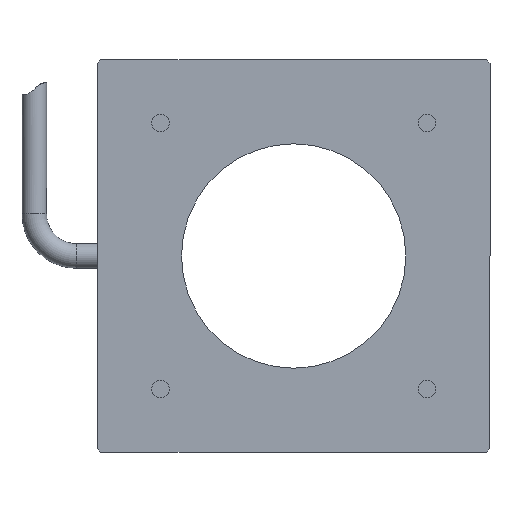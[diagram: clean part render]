
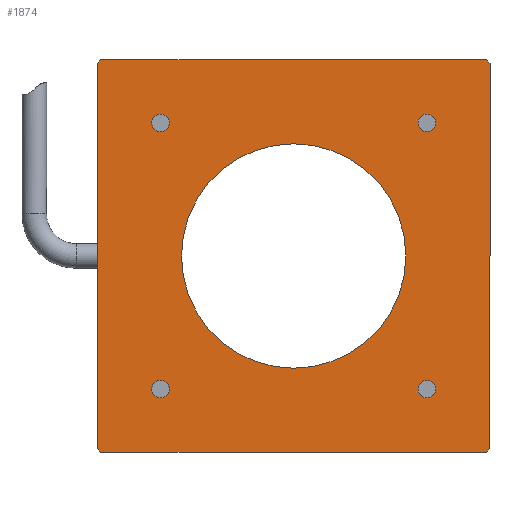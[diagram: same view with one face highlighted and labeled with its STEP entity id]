
A CAD part, front view. The second image highlights one B-rep face of the part: STEP entity #1874.
In plain terms, the highlighted planar face has unit normal (0, -1, 0).
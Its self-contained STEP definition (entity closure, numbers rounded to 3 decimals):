
#13 = CIRCLE ( 'NONE', #19, 1.25 ) ;
#19 = AXIS2_PLACEMENT_3D ( 'NONE', #80, #81, #82 ) ;
#80 = CARTESIAN_POINT ( 'NONE',  ( -19., 0., 19. ) ) ;
#81 = DIRECTION ( 'NONE',  ( 0., -1., 0. ) ) ;
#82 = DIRECTION ( 'NONE',  ( 0., 0., -1. ) ) ;
#148 = CARTESIAN_POINT ( 'NONE',  ( -28., 0., 27.5 ) ) ;
#169 = CARTESIAN_POINT ( 'NONE',  ( 28., 0., 27.5 ) ) ;
#178 = CARTESIAN_POINT ( 'NONE',  ( -27.5, 0., -28. ) ) ;
#203 = CARTESIAN_POINT ( 'NONE',  ( -27.5, 0., 28. ) ) ;
#216 = CARTESIAN_POINT ( 'NONE',  ( 27.5, 0., -28. ) ) ;
#242 = CARTESIAN_POINT ( 'NONE',  ( -28., 0., -27.5 ) ) ;
#254 = CARTESIAN_POINT ( 'NONE',  ( 27.5, 0., 28. ) ) ;
#257 = CARTESIAN_POINT ( 'NONE',  ( 28., 0., -27.5 ) ) ;
#276 = VERTEX_POINT ( 'NONE', #278 ) ;
#278 = CARTESIAN_POINT ( 'NONE',  ( 19., 0., -20.25 ) ) ;
#299 = VERTEX_POINT ( 'NONE', #302 ) ;
#301 = VERTEX_POINT ( 'NONE', #304 ) ;
#302 = CARTESIAN_POINT ( 'NONE',  ( 0., 0., 16. ) ) ;
#304 = CARTESIAN_POINT ( 'NONE',  ( 19., 0., 17.75 ) ) ;
#333 = VERTEX_POINT ( 'NONE', #336 ) ;
#336 = CARTESIAN_POINT ( 'NONE',  ( -19., 0., -20.25 ) ) ;
#365 = VERTEX_POINT ( 'NONE', #368 ) ;
#368 = CARTESIAN_POINT ( 'NONE',  ( -19., 0., 17.75 ) ) ;
#444 = DIRECTION ( 'NONE',  ( -0.707, 0., -0.707 ) ) ;
#513 = LINE ( 'NONE', #732, #1169 ) ;
#554 = DIRECTION ( 'NONE',  ( 0., 0., -1. ) ) ;
#606 = DIRECTION ( 'NONE',  ( 0., 0., 1. ) ) ;
#610 = LINE ( 'NONE', #646, #1340 ) ;
#615 = CARTESIAN_POINT ( 'NONE',  ( -27.5, 0., 28. ) ) ;
#618 = LINE ( 'NONE', #615, #1236 ) ;
#642 = DIRECTION ( 'NONE',  ( -0.707, 0., 0.707 ) ) ;
#645 = DIRECTION ( 'NONE',  ( 0., 0., 1. ) ) ;
#646 = CARTESIAN_POINT ( 'NONE',  ( 28., 0., -28. ) ) ;
#648 = DIRECTION ( 'NONE',  ( 0.707, 0., 0.707 ) ) ;
#659 = LINE ( 'NONE', #828, #1163 ) ;
#664 = CARTESIAN_POINT ( 'NONE',  ( 28., 0., 27.5 ) ) ;
#675 = LINE ( 'NONE', #764, #1428 ) ;
#680 = DIRECTION ( 'NONE',  ( -1., 0., 0. ) ) ;
#681 = DIRECTION ( 'NONE',  ( 0., 0., -1. ) ) ;
#683 = CARTESIAN_POINT ( 'NONE',  ( 0., 0., 0. ) ) ;
#700 = DIRECTION ( 'NONE',  ( 0., 1., 0. ) ) ;
#732 = CARTESIAN_POINT ( 'NONE',  ( -28., 0., -28. ) ) ;
#756 = LINE ( 'NONE', #1588, #1271 ) ;
#764 = CARTESIAN_POINT ( 'NONE',  ( 27.5, 0., -28. ) ) ;
#778 = DIRECTION ( 'NONE',  ( 0., -1., 0. ) ) ;
#792 = LINE ( 'NONE', #664, #1417 ) ;
#794 = CARTESIAN_POINT ( 'NONE',  ( 19., 0., 19. ) ) ;
#828 = CARTESIAN_POINT ( 'NONE',  ( -28., 0., -28. ) ) ;
#836 = EDGE_CURVE ( 'NONE', #276, #276, #3841, .T. ) ;
#849 = EDGE_CURVE ( 'NONE', #3103, #3019, #1103, .T. ) ;
#897 = EDGE_CURVE ( 'NONE', #299, #299, #1337, .T. ) ;
#898 = EDGE_CURVE ( 'NONE', #301, #301, #1465, .T. ) ;
#907 = EDGE_CURVE ( 'NONE', #3054, #2997, #618, .T. ) ;
#957 = EDGE_CURVE ( 'NONE', #3010, #3157, #610, .T. ) ;
#961 = EDGE_CURVE ( 'NONE', #3075, #3019, #659, .T. ) ;
#981 = EDGE_CURVE ( 'NONE', #3075, #3157, #675, .T. ) ;
#988 = EDGE_CURVE ( 'NONE', #3010, #3144, #792, .T. ) ;
#999 = EDGE_CURVE ( 'NONE', #3103, #2997, #513, .T. ) ;
#1008 = EDGE_CURVE ( 'NONE', #3054, #3144, #756, .T. ) ;
#1029 = EDGE_CURVE ( 'NONE', #333, #333, #1315, .T. ) ;
#1070 = DIRECTION ( 'NONE',  ( 0., 0., -1. ) ) ;
#1080 = CARTESIAN_POINT ( 'NONE',  ( -28., 0., -27.5 ) ) ;
#1098 = DIRECTION ( 'NONE',  ( 0.707, 0., -0.707 ) ) ;
#1103 = LINE ( 'NONE', #1080, #3789 ) ;
#1132 = DIRECTION ( 'NONE',  ( 0., -1., 0. ) ) ;
#1163 = VECTOR ( 'NONE', #680, 1000. ) ;
#1169 = VECTOR ( 'NONE', #606, 1000. ) ;
#1236 = VECTOR ( 'NONE', #444, 1000. ) ;
#1271 = VECTOR ( 'NONE', #1586, 1000. ) ;
#1315 = CIRCLE ( 'NONE', #1402, 1.25 ) ;
#1337 = CIRCLE ( 'NONE', #1377, 16. ) ;
#1340 = VECTOR ( 'NONE', #554, 1000. ) ;
#1376 = AXIS2_PLACEMENT_3D ( 'NONE', #794, #778, #681 ) ;
#1377 = AXIS2_PLACEMENT_3D ( 'NONE', #683, #700, #645 ) ;
#1402 = AXIS2_PLACEMENT_3D ( 'NONE', #1653, #1598, #1639 ) ;
#1417 = VECTOR ( 'NONE', #642, 1000. ) ;
#1428 = VECTOR ( 'NONE', #648, 1000. ) ;
#1465 = CIRCLE ( 'NONE', #1376, 1.25 ) ;
#1487 = AXIS2_PLACEMENT_3D ( 'NONE', #3589, #3592, #3593 ) ;
#1586 = DIRECTION ( 'NONE',  ( 1., 0., 0. ) ) ;
#1588 = CARTESIAN_POINT ( 'NONE',  ( -28., 0., 28. ) ) ;
#1598 = DIRECTION ( 'NONE',  ( 0., -1., 0. ) ) ;
#1639 = DIRECTION ( 'NONE',  ( 0., 0., -1. ) ) ;
#1653 = CARTESIAN_POINT ( 'NONE',  ( -19., 0., -19. ) ) ;
#1874 = ADVANCED_FACE ( 'NONE', ( #3581, #3582, #3588, #3579, #3580, #3586 ), #3591, .F. ) ;
#1928 = EDGE_LOOP ( 'NONE', ( #2878 ) ) ;
#1962 = EDGE_LOOP ( 'NONE', ( #2768 ) ) ;
#1976 = EDGE_LOOP ( 'NONE', ( #2787 ) ) ;
#2026 = CARTESIAN_POINT ( 'NONE',  ( 19., 0., -19. ) ) ;
#2044 = EDGE_LOOP ( 'NONE', ( #2655 ) ) ;
#2072 = EDGE_LOOP ( 'NONE', ( #2678 ) ) ;
#2105 = EDGE_LOOP ( 'NONE', ( #2665, #2690, #3083, #2687, #3127, #2806, #2759, #2599 ) ) ;
#2286 = EDGE_CURVE ( 'NONE', #365, #365, #13, .T. ) ;
#2599 = ORIENTED_EDGE ( 'NONE', *, *, #849, .T. ) ;
#2655 = ORIENTED_EDGE ( 'NONE', *, *, #836, .F. ) ;
#2665 = ORIENTED_EDGE ( 'NONE', *, *, #961, .F. ) ;
#2678 = ORIENTED_EDGE ( 'NONE', *, *, #1029, .F. ) ;
#2687 = ORIENTED_EDGE ( 'NONE', *, *, #988, .T. ) ;
#2690 = ORIENTED_EDGE ( 'NONE', *, *, #981, .T. ) ;
#2759 = ORIENTED_EDGE ( 'NONE', *, *, #999, .F. ) ;
#2768 = ORIENTED_EDGE ( 'NONE', *, *, #898, .F. ) ;
#2787 = ORIENTED_EDGE ( 'NONE', *, *, #2286, .F. ) ;
#2806 = ORIENTED_EDGE ( 'NONE', *, *, #907, .T. ) ;
#2878 = ORIENTED_EDGE ( 'NONE', *, *, #897, .T. ) ;
#2997 = VERTEX_POINT ( 'NONE', #148 ) ;
#3010 = VERTEX_POINT ( 'NONE', #169 ) ;
#3019 = VERTEX_POINT ( 'NONE', #178 ) ;
#3054 = VERTEX_POINT ( 'NONE', #203 ) ;
#3075 = VERTEX_POINT ( 'NONE', #216 ) ;
#3083 = ORIENTED_EDGE ( 'NONE', *, *, #957, .F. ) ;
#3103 = VERTEX_POINT ( 'NONE', #242 ) ;
#3127 = ORIENTED_EDGE ( 'NONE', *, *, #1008, .F. ) ;
#3144 = VERTEX_POINT ( 'NONE', #254 ) ;
#3157 = VERTEX_POINT ( 'NONE', #257 ) ;
#3579 = FACE_BOUND ( 'NONE', #2044, .T. ) ;
#3580 = FACE_BOUND ( 'NONE', #1962, .T. ) ;
#3581 = FACE_BOUND ( 'NONE', #1928, .T. ) ;
#3582 = FACE_BOUND ( 'NONE', #1976, .T. ) ;
#3586 = FACE_OUTER_BOUND ( 'NONE', #2105, .T. ) ;
#3588 = FACE_BOUND ( 'NONE', #2072, .T. ) ;
#3589 = CARTESIAN_POINT ( 'NONE',  ( -28., 0., 28. ) ) ;
#3591 = PLANE ( 'NONE',  #1487 ) ;
#3592 = DIRECTION ( 'NONE',  ( 0., 1., 0. ) ) ;
#3593 = DIRECTION ( 'NONE',  ( 0., 0., 1. ) ) ;
#3789 = VECTOR ( 'NONE', #1098, 1000. ) ;
#3816 = AXIS2_PLACEMENT_3D ( 'NONE', #2026, #1132, #1070 ) ;
#3841 = CIRCLE ( 'NONE', #3816, 1.25 ) ;
